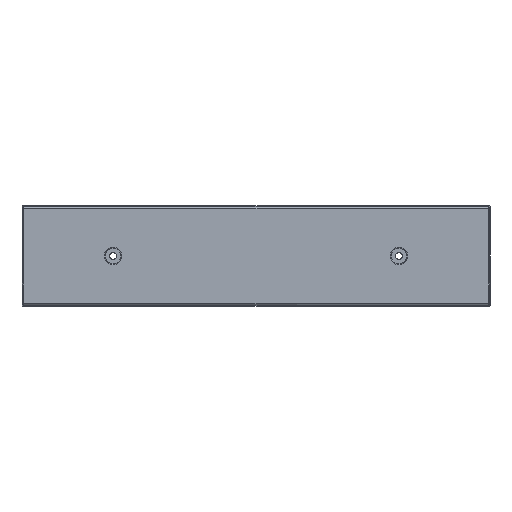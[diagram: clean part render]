
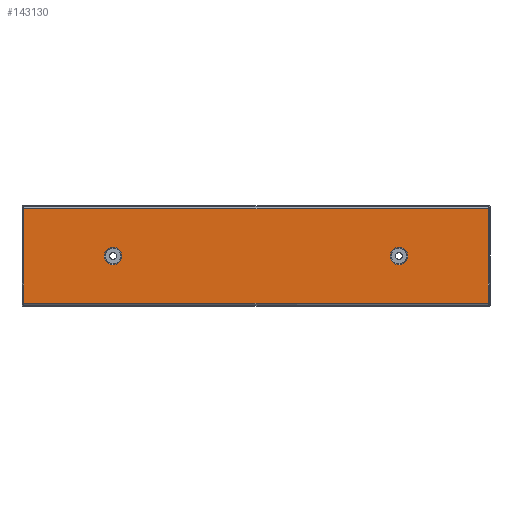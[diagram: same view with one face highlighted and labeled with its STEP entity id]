
A CAD part, top view. The second image highlights one B-rep face of the part: STEP entity #143130.
In plain terms, the highlighted planar face has unit normal (0, 0, 1).
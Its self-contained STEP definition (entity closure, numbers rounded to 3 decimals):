
#139460=CARTESIAN_POINT('',(-290.9,-32.691,
10.489));
#139470=VERTEX_POINT('',#139460);
#139820=CARTESIAN_POINT('',(-290.9,-32.691,
10.489));
#139830=DIRECTION('',(0.,1.,
0.));
#139840=VECTOR('',#139830,1.);
#139850=LINE('',#139820,#139840);
#139860=CARTESIAN_POINT('',(-290.899,27.231,
10.477));
#139870=VERTEX_POINT('',#139860);
#139880=EDGE_CURVE('',#139470,#139870,#139850,.T.);
#142400=CARTESIAN_POINT('',(4.92,27.227,
10.477));
#142410=VERTEX_POINT('',#142400);
#142440=CARTESIAN_POINT('',(-290.899,27.231,
10.477));
#142450=DIRECTION('',(1.,0.,
0.));
#142460=VECTOR('',#142450,1.);
#142470=LINE('',#142440,#142460);
#142480=EDGE_CURVE('',#139870,#142410,#142470,.T.);
#142600=CARTESIAN_POINT('',(-142.99,-2.732,
10.483));
#142610=DIRECTION('',(0.,0.,
1.));
#142620=DIRECTION('',(-1.,0.,
0.));
#142630=AXIS2_PLACEMENT_3D('',#142600,#142610,#142620);
#142640=PLANE('',#142630);
#142650=ORIENTED_EDGE('',*,*,#139880,.F.);
#142660=ORIENTED_EDGE('',*,*,#142480,.F.);
#142670=CARTESIAN_POINT('',(4.92,27.227,
10.477));
#142680=DIRECTION('',(0.,-1.,
0.));
#142690=VECTOR('',#142680,1.);
#142700=LINE('',#142670,#142690);
#142710=CARTESIAN_POINT('',(4.92,-32.694,
10.489));
#142720=VERTEX_POINT('',#142710);
#142730=EDGE_CURVE('',#142410,#142720,#142700,.T.);
#142740=ORIENTED_EDGE('',*,*,#142730,.F.);
#142750=CARTESIAN_POINT('',(4.92,-32.694,
10.489));
#142760=DIRECTION('',(-1.,0.,
0.));
#142770=VECTOR('',#142760,1.);
#142780=LINE('',#142750,#142770);
#142790=EDGE_CURVE('',#142720,#139470,#142780,.T.);
#142800=ORIENTED_EDGE('',*,*,#142790,.F.);
#142810=EDGE_LOOP('',(#142800,#142740,#142660,#142650));
#142820=FACE_OUTER_BOUND('',#142810,.T.);
#142830=CARTESIAN_POINT('',(-51.99,-2.733,
10.483));
#142840=DIRECTION('',(0.,0.,
-1.));
#142850=DIRECTION('',(0.,-1.,
0.));
#142860=AXIS2_PLACEMENT_3D('',#142830,#142840,#142850);
#142870=CIRCLE('',#142860,5.592);
#142880=CARTESIAN_POINT('',(-51.99,2.859,
10.482));
#142890=VERTEX_POINT('',#142880);
#142900=CARTESIAN_POINT('',(-51.99,-8.325,
10.484));
#142910=VERTEX_POINT('',#142900);
#142920=EDGE_CURVE('',#142890,#142910,#142870,.T.);
#142930=ORIENTED_EDGE('',*,*,#142920,.T.);
#142940=EDGE_CURVE('',#142910,#142890,#142870,.T.);
#142950=ORIENTED_EDGE('',*,*,#142940,.T.);
#142960=EDGE_LOOP('',(#142950,#142930));
#142970=FACE_BOUND('',#142960,.T.);
#142980=CARTESIAN_POINT('',(-233.99,-2.731,
10.483));
#142990=DIRECTION('',(0.,0.,
-1.));
#143000=DIRECTION('',(0.,-1.,
0.));
#143010=AXIS2_PLACEMENT_3D('',#142980,#142990,#143000);
#143020=CIRCLE('',#143010,5.592);
#143030=CARTESIAN_POINT('',(-233.99,2.861,
10.482));
#143040=VERTEX_POINT('',#143030);
#143050=CARTESIAN_POINT('',(-233.99,-8.323,
10.484));
#143060=VERTEX_POINT('',#143050);
#143070=EDGE_CURVE('',#143040,#143060,#143020,.T.);
#143080=ORIENTED_EDGE('',*,*,#143070,.T.);
#143090=EDGE_CURVE('',#143060,#143040,#143020,.T.);
#143100=ORIENTED_EDGE('',*,*,#143090,.T.);
#143110=EDGE_LOOP('',(#143100,#143080));
#143120=FACE_BOUND('',#143110,.T.);
#143130=ADVANCED_FACE('',(#142820,#142970,#143120),#142640,.T.);
